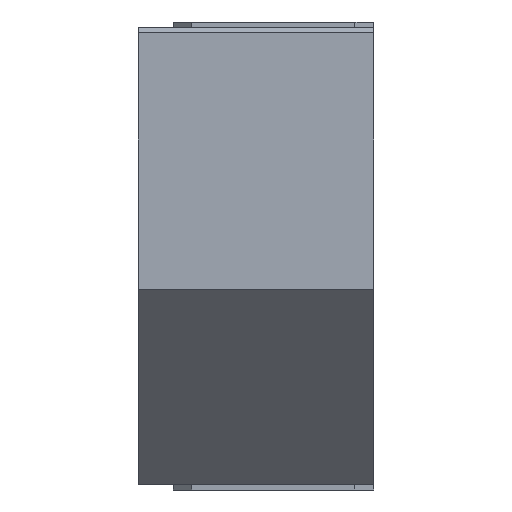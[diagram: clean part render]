
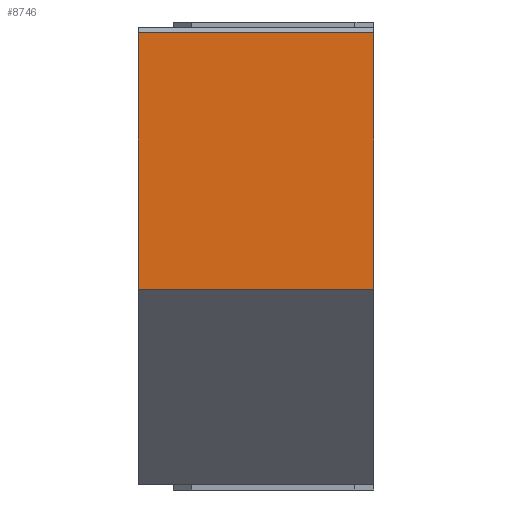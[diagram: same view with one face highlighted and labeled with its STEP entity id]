
A CAD part, left-side view. The second image highlights one B-rep face of the part: STEP entity #8746.
In plain terms, the highlighted planar face has unit normal (-1, 0, 0).
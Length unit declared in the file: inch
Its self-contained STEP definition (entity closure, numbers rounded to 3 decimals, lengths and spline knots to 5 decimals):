
#149 = DIRECTION ( 'NONE',  ( 0., 1., 0. ) ) ;
#1386 = LINE ( 'NONE', #6237, #24472 ) ;
#1767 = CARTESIAN_POINT ( 'NONE',  ( -2., -0.445, 0.5 ) ) ;
#2046 = EDGE_CURVE ( 'NONE', #13067, #7831, #11874, .T. ) ;
#5170 = LINE ( 'NONE', #20920, #10573 ) ;
#5194 = ORIENTED_EDGE ( 'NONE', *, *, #8498, .T. ) ;
#5412 = ORIENTED_EDGE ( 'NONE', *, *, #2046, .T. ) ;
#5729 = EDGE_CURVE ( 'NONE', #13067, #11073, #1386, .T. ) ;
#6237 = CARTESIAN_POINT ( 'NONE',  ( -2., 0.435, 0.5 ) ) ;
#6382 = VECTOR ( 'NONE', #23990, 39.37008 ) ;
#7831 = VERTEX_POINT ( 'NONE', #8728 ) ;
#7900 = CARTESIAN_POINT ( 'NONE',  ( -2., 0.435, 0.46 ) ) ;
#8498 = EDGE_CURVE ( 'NONE', #19421, #11073, #5170, .T. ) ;
#8666 = AXIS2_PLACEMENT_3D ( 'NONE', #27394, #20152, #24692 ) ;
#8728 = CARTESIAN_POINT ( 'NONE',  ( -2., -0.445, -0.5 ) ) ;
#8746 = ADVANCED_FACE ( 'NONE', ( #11066 ), #26807, .F. ) ;
#10554 = DIRECTION ( 'NONE',  ( 0., 0., -1. ) ) ;
#10573 = VECTOR ( 'NONE', #149, 39.37008 ) ;
#11066 = FACE_OUTER_BOUND ( 'NONE', #25187, .T. ) ;
#11073 = VERTEX_POINT ( 'NONE', #7900 ) ;
#11874 = LINE ( 'NONE', #14137, #6382 ) ;
#13067 = VERTEX_POINT ( 'NONE', #27845 ) ;
#14137 = CARTESIAN_POINT ( 'NONE',  ( -2., 0.435, -0.5 ) ) ;
#17837 = LINE ( 'NONE', #1767, #22958 ) ;
#19421 = VERTEX_POINT ( 'NONE', #23476 ) ;
#20152 = DIRECTION ( 'NONE',  ( 1., 0., 0. ) ) ;
#20168 = DIRECTION ( 'NONE',  ( 0., 0., 1. ) ) ;
#20920 = CARTESIAN_POINT ( 'NONE',  ( -2., 0.435, 0.46 ) ) ;
#21149 = EDGE_CURVE ( 'NONE', #19421, #7831, #17837, .T. ) ;
#22958 = VECTOR ( 'NONE', #10554, 39.37008 ) ;
#23476 = CARTESIAN_POINT ( 'NONE',  ( -2., -0.445, 0.46 ) ) ;
#23990 = DIRECTION ( 'NONE',  ( 0., -1., 0. ) ) ;
#24472 = VECTOR ( 'NONE', #20168, 39.37008 ) ;
#24692 = DIRECTION ( 'NONE',  ( 0., 1., 0. ) ) ;
#25187 = EDGE_LOOP ( 'NONE', ( #5412, #25830, #5194, #28567 ) ) ;
#25830 = ORIENTED_EDGE ( 'NONE', *, *, #21149, .F. ) ;
#26807 = PLANE ( 'NONE',  #8666 ) ;
#27394 = CARTESIAN_POINT ( 'NONE',  ( -2., 0.435, 0.5 ) ) ;
#27845 = CARTESIAN_POINT ( 'NONE',  ( -2., 0.435, -0.5 ) ) ;
#28567 = ORIENTED_EDGE ( 'NONE', *, *, #5729, .F. ) ;
